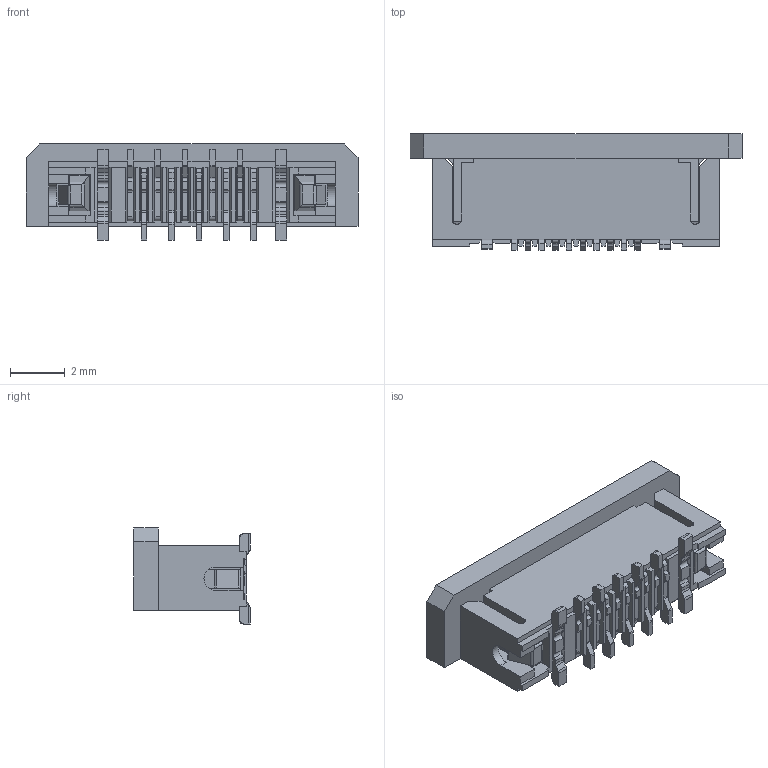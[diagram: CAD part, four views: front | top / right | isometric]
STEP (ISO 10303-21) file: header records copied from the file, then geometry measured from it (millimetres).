
FILE_DESCRIPTION(/* description */ ('STEP AP214'),/* implementation_level */ '2;1');
FILE_NAME(/* name */ 'FFC2A32-10-T',/* time_stamp */ '2023-07-02T17:17:20+02:00',/* author */ ('License CC BY-ND 4.0'),/* organization */ ('CADENAS'),/* preprocessor_version */ 'ST-DEVELOPER v19.3',/* originating_system */ 'PARTsolutions',/* authorisation */ ' ');
FILE_SCHEMA (('AUTOMOTIVE_DESIGN {1 0 10303 214 3 1 1}'));
Length unit declared in the file: millimetre
Products named in the file (6): FFC2A32-10-T; FFC2A32-10-T-R_P1; FFC2A32-10-T-R_P3; FFC2A32-10-T-R_P2; FFC2A32-10-T-R_C; FFC2A32-10-T-R_H
Assembly tree (14 placements, depth 2):
  FFC2A32-10-T
    FFC2A32-10-T-R_P1  x5
    FFC2A32-10-T-R_P3  x2
    FFC2A32-10-T-R_P2  x5
    FFC2A32-10-T-R_C
    FFC2A32-10-T-R_H
Bounding box: 12.1 x 4.25 x 3.5 mm (x, y, z)
Volume: 89.7 mm3; surface area: 508 mm2
Topology: 14 solids, 14 shells, 1084 faces, 3228 edges, 2128 vertices
Faces by surface type: plane 742, cylinder 342
Entity records: 19834 total; most frequent: ORIENTED_EDGE 3540, CARTESIAN_POINT 3521, DIRECTION 3200, EDGE_CURVE 1770, LINE 1530, VECTOR 1530, VERTEX_POINT 1156, AXIS2_PLACEMENT_3D 835
